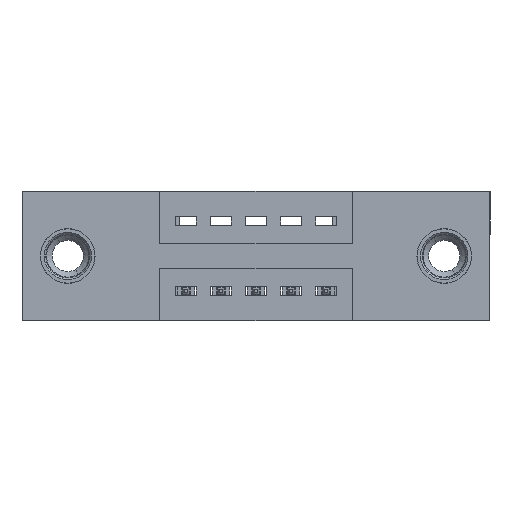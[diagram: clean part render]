
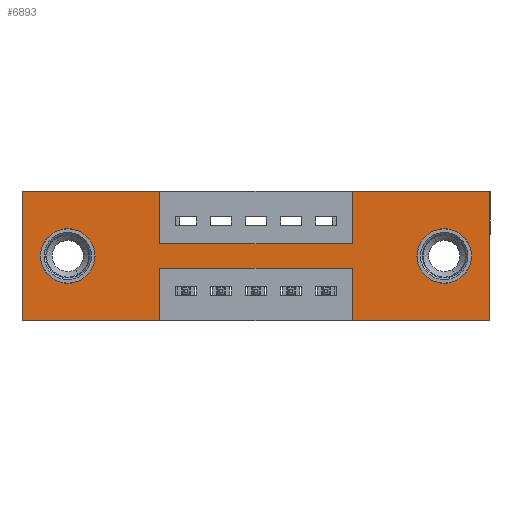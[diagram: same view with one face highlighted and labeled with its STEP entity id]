
A CAD part, front view. The second image highlights one B-rep face of the part: STEP entity #6893.
In plain terms, the highlighted planar face has unit normal (0, -1, 0).
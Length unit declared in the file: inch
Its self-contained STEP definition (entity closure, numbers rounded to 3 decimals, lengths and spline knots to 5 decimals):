
#14 = ORIENTED_EDGE ( 'NONE', *, *, #7318, .T. ) ;
#63 = CIRCLE ( 'NONE', #3405, 0.078 ) ;
#64 = CARTESIAN_POINT ( 'NONE',  ( 0.9425, 0., -0.15 ) ) ;
#68 = VERTEX_POINT ( 'NONE', #5352 ) ;
#205 = CIRCLE ( 'NONE', #5096, 0.078 ) ;
#243 = EDGE_CURVE ( 'NONE', #10677, #7886, #205, .T. ) ;
#310 = CARTESIAN_POINT ( 'NONE',  ( 1.335, 0., 0. ) ) ;
#389 = DIRECTION ( 'NONE',  ( 0., 0., 1. ) ) ;
#468 = CARTESIAN_POINT ( 'NONE',  ( 1.205, 0., -0.185 ) ) ;
#518 = LINE ( 'NONE', #7622, #2790 ) ;
#519 = CARTESIAN_POINT ( 'NONE',  ( 0.3925, 0., 0. ) ) ;
#632 = EDGE_CURVE ( 'NONE', #6722, #10556, #63, .T. ) ;
#688 = CARTESIAN_POINT ( 'NONE',  ( 0.9425, 0., 0. ) ) ;
#989 = ORIENTED_EDGE ( 'NONE', *, *, #2770, .F. ) ;
#1033 = VECTOR ( 'NONE', #2386, 39.37008 ) ;
#1213 = CARTESIAN_POINT ( 'NONE',  ( 0., 0., -0.37 ) ) ;
#1215 = CARTESIAN_POINT ( 'NONE',  ( 0.13, 0., -0.185 ) ) ;
#1259 = CARTESIAN_POINT ( 'NONE',  ( 1.335, 0., 0. ) ) ;
#1295 = EDGE_LOOP ( 'NONE', ( #14, #9822 ) ) ;
#1300 = DIRECTION ( 'NONE',  ( 0., 1., 0. ) ) ;
#1549 = VECTOR ( 'NONE', #9672, 39.37008 ) ;
#1652 = DIRECTION ( 'NONE',  ( 1., 0., 0. ) ) ;
#1655 = ORIENTED_EDGE ( 'NONE', *, *, #5015, .F. ) ;
#1678 = AXIS2_PLACEMENT_3D ( 'NONE', #5810, #10121, #4149 ) ;
#1705 = LINE ( 'NONE', #10487, #8670 ) ;
#1776 = CARTESIAN_POINT ( 'NONE',  ( 0.3925, 0., -0.15 ) ) ;
#1793 = VERTEX_POINT ( 'NONE', #10746 ) ;
#1805 = DIRECTION ( 'NONE',  ( 0., 0., 1. ) ) ;
#2247 = LINE ( 'NONE', #1259, #1549 ) ;
#2386 = DIRECTION ( 'NONE',  ( 0., 0., -1. ) ) ;
#2427 = CIRCLE ( 'NONE', #2465, 0.078 ) ;
#2465 = AXIS2_PLACEMENT_3D ( 'NONE', #468, #4700, #4778 ) ;
#2566 = VERTEX_POINT ( 'NONE', #6139 ) ;
#2590 = VECTOR ( 'NONE', #3663, 39.37008 ) ;
#2730 = VERTEX_POINT ( 'NONE', #3130 ) ;
#2770 = EDGE_CURVE ( 'NONE', #9037, #5058, #5967, .T. ) ;
#2790 = VECTOR ( 'NONE', #1805, 39.37008 ) ;
#2981 = EDGE_CURVE ( 'NONE', #68, #1793, #5324, .T. ) ;
#3051 = DIRECTION ( 'NONE',  ( 0., 1., 0. ) ) ;
#3130 = CARTESIAN_POINT ( 'NONE',  ( 0., 0., -0.37 ) ) ;
#3366 = PLANE ( 'NONE',  #1678 ) ;
#3381 = LINE ( 'NONE', #5441, #2590 ) ;
#3405 = AXIS2_PLACEMENT_3D ( 'NONE', #7783, #6967, #4431 ) ;
#3423 = EDGE_CURVE ( 'NONE', #5058, #10310, #2247, .T. ) ;
#3510 = CARTESIAN_POINT ( 'NONE',  ( 0., 0., 0. ) ) ;
#3638 = VECTOR ( 'NONE', #389, 39.37008 ) ;
#3663 = DIRECTION ( 'NONE',  ( 0., 0., -1. ) ) ;
#3833 = CARTESIAN_POINT ( 'NONE',  ( 0., 0., 0. ) ) ;
#3986 = EDGE_CURVE ( 'NONE', #10310, #2566, #8651, .T. ) ;
#3996 = FACE_BOUND ( 'NONE', #6118, .T. ) ;
#4149 = DIRECTION ( 'NONE',  ( 0., 0., -1. ) ) ;
#4280 = VERTEX_POINT ( 'NONE', #6293 ) ;
#4431 = DIRECTION ( 'NONE',  ( 0., 0., 1. ) ) ;
#4433 = CARTESIAN_POINT ( 'NONE',  ( 0.13, 0., -0.263 ) ) ;
#4543 = VECTOR ( 'NONE', #1652, 39.37008 ) ;
#4700 = DIRECTION ( 'NONE',  ( 0., 1., 0. ) ) ;
#4762 = ORIENTED_EDGE ( 'NONE', *, *, #9310, .F. ) ;
#4778 = DIRECTION ( 'NONE',  ( 0., 0., -1. ) ) ;
#5005 = EDGE_CURVE ( 'NONE', #2730, #8254, #10106, .T. ) ;
#5009 = VECTOR ( 'NONE', #6362, 39.37008 ) ;
#5015 = EDGE_CURVE ( 'NONE', #8333, #4280, #3381, .T. ) ;
#5047 = EDGE_CURVE ( 'NONE', #6702, #9037, #7701, .T. ) ;
#5052 = CARTESIAN_POINT ( 'NONE',  ( 0.3925, 0., -0.37 ) ) ;
#5058 = VERTEX_POINT ( 'NONE', #310 ) ;
#5096 = AXIS2_PLACEMENT_3D ( 'NONE', #5586, #3051, #6498 ) ;
#5112 = CARTESIAN_POINT ( 'NONE',  ( 0., 0., 0. ) ) ;
#5119 = ORIENTED_EDGE ( 'NONE', *, *, #9112, .F. ) ;
#5145 = LINE ( 'NONE', #1213, #5009 ) ;
#5324 = LINE ( 'NONE', #9220, #8185 ) ;
#5352 = CARTESIAN_POINT ( 'NONE',  ( 0.9425, 0., -0.22 ) ) ;
#5441 = CARTESIAN_POINT ( 'NONE',  ( 0.3925, 0., 0. ) ) ;
#5586 = CARTESIAN_POINT ( 'NONE',  ( 1.205, 0., -0.185 ) ) ;
#5626 = VECTOR ( 'NONE', #6978, 39.37008 ) ;
#5792 = AXIS2_PLACEMENT_3D ( 'NONE', #1215, #1300, #10526 ) ;
#5810 = CARTESIAN_POINT ( 'NONE',  ( 0., 0., -0.37 ) ) ;
#5881 = VERTEX_POINT ( 'NONE', #6052 ) ;
#5943 = DIRECTION ( 'NONE',  ( 1., 0., 0. ) ) ;
#5967 = LINE ( 'NONE', #5112, #4543 ) ;
#6052 = CARTESIAN_POINT ( 'NONE',  ( 0.3925, 0., -0.37 ) ) ;
#6100 = EDGE_LOOP ( 'NONE', ( #7512, #8974, #7432, #8070, #6458, #989, #8615, #7342, #1655, #5119, #7108, #4762 ) ) ;
#6118 = EDGE_LOOP ( 'NONE', ( #10569, #9417 ) ) ;
#6139 = CARTESIAN_POINT ( 'NONE',  ( 0.9425, 0., -0.37 ) ) ;
#6176 = DIRECTION ( 'NONE',  ( 1., 0., 0. ) ) ;
#6293 = CARTESIAN_POINT ( 'NONE',  ( 0.3925, 0., -0.15 ) ) ;
#6362 = DIRECTION ( 'NONE',  ( -1., 0., 0. ) ) ;
#6458 = ORIENTED_EDGE ( 'NONE', *, *, #3423, .F. ) ;
#6498 = DIRECTION ( 'NONE',  ( 0., 0., -1. ) ) ;
#6507 = FACE_BOUND ( 'NONE', #1295, .T. ) ;
#6702 = VERTEX_POINT ( 'NONE', #64 ) ;
#6722 = VERTEX_POINT ( 'NONE', #7794 ) ;
#6893 = ADVANCED_FACE ( 'NONE', ( #6507, #3996, #9805 ), #3366, .T. ) ;
#6967 = DIRECTION ( 'NONE',  ( 0., 1., 0. ) ) ;
#6978 = DIRECTION ( 'NONE',  ( 0., 0., 1. ) ) ;
#7082 = EDGE_CURVE ( 'NONE', #4280, #6702, #7529, .T. ) ;
#7108 = ORIENTED_EDGE ( 'NONE', *, *, #5005, .F. ) ;
#7318 = EDGE_CURVE ( 'NONE', #7886, #10677, #2427, .T. ) ;
#7342 = ORIENTED_EDGE ( 'NONE', *, *, #7082, .F. ) ;
#7432 = ORIENTED_EDGE ( 'NONE', *, *, #10442, .F. ) ;
#7512 = ORIENTED_EDGE ( 'NONE', *, *, #10400, .F. ) ;
#7523 = DIRECTION ( 'NONE',  ( -1., 0., 0. ) ) ;
#7529 = LINE ( 'NONE', #1776, #9795 ) ;
#7551 = CARTESIAN_POINT ( 'NONE',  ( 0., 0., -0.37 ) ) ;
#7622 = CARTESIAN_POINT ( 'NONE',  ( 0.9425, 0., -0.37 ) ) ;
#7652 = CIRCLE ( 'NONE', #5792, 0.078 ) ;
#7701 = LINE ( 'NONE', #9536, #5626 ) ;
#7783 = CARTESIAN_POINT ( 'NONE',  ( 0.13, 0., -0.185 ) ) ;
#7786 = CARTESIAN_POINT ( 'NONE',  ( 1.205, 0., -0.263 ) ) ;
#7794 = CARTESIAN_POINT ( 'NONE',  ( 0.13, 0., -0.107 ) ) ;
#7886 = VERTEX_POINT ( 'NONE', #8205 ) ;
#8070 = ORIENTED_EDGE ( 'NONE', *, *, #3986, .F. ) ;
#8185 = VECTOR ( 'NONE', #9785, 39.37008 ) ;
#8205 = CARTESIAN_POINT ( 'NONE',  ( 1.205, 0., -0.107 ) ) ;
#8254 = VERTEX_POINT ( 'NONE', #3833 ) ;
#8259 = EDGE_CURVE ( 'NONE', #10556, #6722, #7652, .T. ) ;
#8333 = VERTEX_POINT ( 'NONE', #519 ) ;
#8615 = ORIENTED_EDGE ( 'NONE', *, *, #5047, .F. ) ;
#8651 = LINE ( 'NONE', #7551, #10000 ) ;
#8670 = VECTOR ( 'NONE', #6176, 39.37008 ) ;
#8681 = LINE ( 'NONE', #5052, #1033 ) ;
#8974 = ORIENTED_EDGE ( 'NONE', *, *, #2981, .F. ) ;
#9037 = VERTEX_POINT ( 'NONE', #688 ) ;
#9112 = EDGE_CURVE ( 'NONE', #8254, #8333, #1705, .T. ) ;
#9220 = CARTESIAN_POINT ( 'NONE',  ( 0.3925, 0., -0.22 ) ) ;
#9310 = EDGE_CURVE ( 'NONE', #5881, #2730, #5145, .T. ) ;
#9417 = ORIENTED_EDGE ( 'NONE', *, *, #8259, .T. ) ;
#9536 = CARTESIAN_POINT ( 'NONE',  ( 0.9425, 0., 0. ) ) ;
#9672 = DIRECTION ( 'NONE',  ( 0., 0., -1. ) ) ;
#9785 = DIRECTION ( 'NONE',  ( -1., 0., 0. ) ) ;
#9795 = VECTOR ( 'NONE', #5943, 39.37008 ) ;
#9805 = FACE_OUTER_BOUND ( 'NONE', #6100, .T. ) ;
#9822 = ORIENTED_EDGE ( 'NONE', *, *, #243, .T. ) ;
#9994 = CARTESIAN_POINT ( 'NONE',  ( 1.335, 0., -0.37 ) ) ;
#10000 = VECTOR ( 'NONE', #7523, 39.37008 ) ;
#10106 = LINE ( 'NONE', #3510, #3638 ) ;
#10121 = DIRECTION ( 'NONE',  ( 0., -1., 0. ) ) ;
#10310 = VERTEX_POINT ( 'NONE', #9994 ) ;
#10400 = EDGE_CURVE ( 'NONE', #1793, #5881, #8681, .T. ) ;
#10442 = EDGE_CURVE ( 'NONE', #2566, #68, #518, .T. ) ;
#10487 = CARTESIAN_POINT ( 'NONE',  ( 0., 0., 0. ) ) ;
#10526 = DIRECTION ( 'NONE',  ( 0., 0., 1. ) ) ;
#10556 = VERTEX_POINT ( 'NONE', #4433 ) ;
#10569 = ORIENTED_EDGE ( 'NONE', *, *, #632, .T. ) ;
#10677 = VERTEX_POINT ( 'NONE', #7786 ) ;
#10746 = CARTESIAN_POINT ( 'NONE',  ( 0.3925, 0., -0.22 ) ) ;
